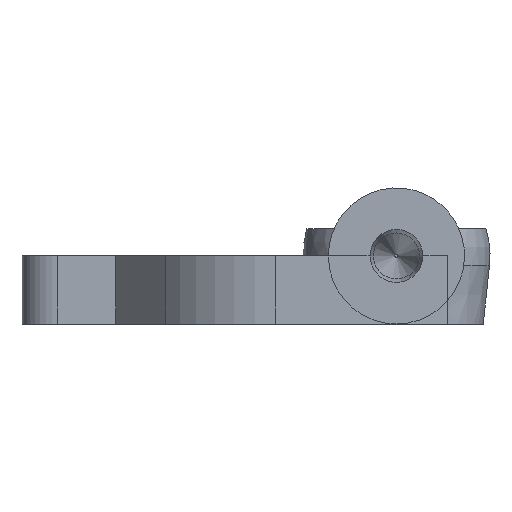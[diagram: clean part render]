
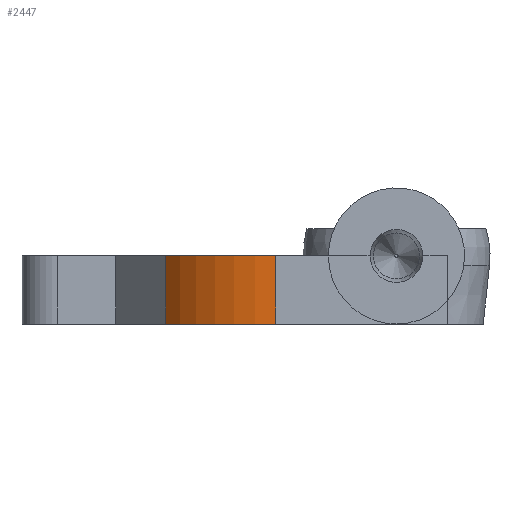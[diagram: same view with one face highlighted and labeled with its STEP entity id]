
A CAD part, left-side view. The second image highlights one B-rep face of the part: STEP entity #2447.
In plain terms, the highlighted cylindrical face has radius 8.129 mm (diameter 16.258 mm), a partial arc.
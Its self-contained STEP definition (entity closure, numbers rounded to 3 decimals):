
#199 = PLANE('',#200);
#200 = AXIS2_PLACEMENT_3D('',#201,#202,#203);
#201 = CARTESIAN_POINT('',(2.865,-53.537,2.));
#202 = DIRECTION('',(0.,0.,1.));
#203 = DIRECTION('',(1.,0.,0.));
#278 = PLANE('',#279);
#279 = AXIS2_PLACEMENT_3D('',#280,#281,#282);
#280 = CARTESIAN_POINT('',(2.865,-53.537,6.));
#281 = DIRECTION('',(0.,0.,1.));
#282 = DIRECTION('',(1.,0.,0.));
#520 = VERTEX_POINT('',#521);
#521 = CARTESIAN_POINT('',(-36.829,-46.46,2.));
#535 = PLANE('',#536);
#536 = AXIS2_PLACEMENT_3D('',#537,#538,#539);
#537 = CARTESIAN_POINT('',(-32.983,-43.5,2.));
#538 = DIRECTION('',(0.61,-0.792,0.));
#539 = DIRECTION('',(-0.792,-0.61,0.));
#547 = EDGE_CURVE('',#520,#548,#550,.T.);
#548 = VERTEX_POINT('',#549);
#549 = CARTESIAN_POINT('',(-40.,-52.902,2.));
#550 = SURFACE_CURVE('',#551,(#556,#563),.PCURVE_S1.);
#551 = CIRCLE('',#552,8.129);
#552 = AXIS2_PLACEMENT_3D('',#553,#554,#555);
#553 = CARTESIAN_POINT('',(-31.871,-52.902,2.));
#554 = DIRECTION('',(0.,0.,1.));
#555 = DIRECTION('',(1.,0.,0.));
#556 = PCURVE('',#199,#557);
#557 = DEFINITIONAL_REPRESENTATION('',(#558),#562);
#558 = CIRCLE('',#559,8.129);
#559 = AXIS2_PLACEMENT_2D('',#560,#561);
#560 = CARTESIAN_POINT('',(-34.736,0.635));
#561 = DIRECTION('',(1.,0.));
#562 = ( GEOMETRIC_REPRESENTATION_CONTEXT(2) 
PARAMETRIC_REPRESENTATION_CONTEXT() REPRESENTATION_CONTEXT('2D SPACE',''
  ) );
#563 = PCURVE('',#564,#569);
#564 = CYLINDRICAL_SURFACE('',#565,8.129);
#565 = AXIS2_PLACEMENT_3D('',#566,#567,#568);
#566 = CARTESIAN_POINT('',(-31.871,-52.902,2.));
#567 = DIRECTION('',(-0.,-0.,-1.));
#568 = DIRECTION('',(1.,0.,0.));
#569 = DEFINITIONAL_REPRESENTATION('',(#570),#574);
#570 = LINE('',#571,#572);
#571 = CARTESIAN_POINT('',(-0.,0.));
#572 = VECTOR('',#573,1.);
#573 = DIRECTION('',(-1.,0.));
#574 = ( GEOMETRIC_REPRESENTATION_CONTEXT(2) 
PARAMETRIC_REPRESENTATION_CONTEXT() REPRESENTATION_CONTEXT('2D SPACE',''
  ) );
#592 = PLANE('',#593);
#593 = AXIS2_PLACEMENT_3D('',#594,#595,#596);
#594 = CARTESIAN_POINT('',(-40.,-52.902,2.));
#595 = DIRECTION('',(1.,0.,0.));
#596 = DIRECTION('',(0.,-1.,0.));
#1250 = VERTEX_POINT('',#1251);
#1251 = CARTESIAN_POINT('',(-36.829,-46.46,6.));
#1272 = EDGE_CURVE('',#1250,#1273,#1275,.T.);
#1273 = VERTEX_POINT('',#1274);
#1274 = CARTESIAN_POINT('',(-40.,-52.902,6.));
#1275 = SURFACE_CURVE('',#1276,(#1281,#1288),.PCURVE_S1.);
#1276 = CIRCLE('',#1277,8.129);
#1277 = AXIS2_PLACEMENT_3D('',#1278,#1279,#1280);
#1278 = CARTESIAN_POINT('',(-31.871,-52.902,6.));
#1279 = DIRECTION('',(0.,0.,1.));
#1280 = DIRECTION('',(1.,0.,0.));
#1281 = PCURVE('',#278,#1282);
#1282 = DEFINITIONAL_REPRESENTATION('',(#1283),#1287);
#1283 = CIRCLE('',#1284,8.129);
#1284 = AXIS2_PLACEMENT_2D('',#1285,#1286);
#1285 = CARTESIAN_POINT('',(-34.736,0.635));
#1286 = DIRECTION('',(1.,0.));
#1287 = ( GEOMETRIC_REPRESENTATION_CONTEXT(2) 
PARAMETRIC_REPRESENTATION_CONTEXT() REPRESENTATION_CONTEXT('2D SPACE',''
  ) );
#1288 = PCURVE('',#564,#1289);
#1289 = DEFINITIONAL_REPRESENTATION('',(#1290),#1294);
#1290 = LINE('',#1291,#1292);
#1291 = CARTESIAN_POINT('',(-0.,-4.));
#1292 = VECTOR('',#1293,1.);
#1293 = DIRECTION('',(-1.,0.));
#1294 = ( GEOMETRIC_REPRESENTATION_CONTEXT(2) 
PARAMETRIC_REPRESENTATION_CONTEXT() REPRESENTATION_CONTEXT('2D SPACE',''
  ) );
#2399 = EDGE_CURVE('',#520,#1250,#2400,.T.);
#2400 = SURFACE_CURVE('',#2401,(#2405,#2412),.PCURVE_S1.);
#2401 = LINE('',#2402,#2403);
#2402 = CARTESIAN_POINT('',(-36.829,-46.46,2.));
#2403 = VECTOR('',#2404,1.);
#2404 = DIRECTION('',(0.,0.,1.));
#2405 = PCURVE('',#535,#2406);
#2406 = DEFINITIONAL_REPRESENTATION('',(#2407),#2411);
#2407 = LINE('',#2408,#2409);
#2408 = CARTESIAN_POINT('',(4.853,0.));
#2409 = VECTOR('',#2410,1.);
#2410 = DIRECTION('',(0.,-1.));
#2411 = ( GEOMETRIC_REPRESENTATION_CONTEXT(2) 
PARAMETRIC_REPRESENTATION_CONTEXT() REPRESENTATION_CONTEXT('2D SPACE',''
  ) );
#2412 = PCURVE('',#564,#2413);
#2413 = DEFINITIONAL_REPRESENTATION('',(#2414),#2418);
#2414 = LINE('',#2415,#2416);
#2415 = CARTESIAN_POINT('',(-2.227,0.));
#2416 = VECTOR('',#2417,1.);
#2417 = DIRECTION('',(-0.,-1.));
#2418 = ( GEOMETRIC_REPRESENTATION_CONTEXT(2) 
PARAMETRIC_REPRESENTATION_CONTEXT() REPRESENTATION_CONTEXT('2D SPACE',''
  ) );
#2447 = ADVANCED_FACE('',(#2448),#564,.T.);
#2448 = FACE_BOUND('',#2449,.F.);
#2449 = EDGE_LOOP('',(#2450,#2451,#2452,#2473));
#2450 = ORIENTED_EDGE('',*,*,#2399,.T.);
#2451 = ORIENTED_EDGE('',*,*,#1272,.T.);
#2452 = ORIENTED_EDGE('',*,*,#2453,.F.);
#2453 = EDGE_CURVE('',#548,#1273,#2454,.T.);
#2454 = SURFACE_CURVE('',#2455,(#2459,#2466),.PCURVE_S1.);
#2455 = LINE('',#2456,#2457);
#2456 = CARTESIAN_POINT('',(-40.,-52.902,2.));
#2457 = VECTOR('',#2458,1.);
#2458 = DIRECTION('',(0.,0.,1.));
#2459 = PCURVE('',#564,#2460);
#2460 = DEFINITIONAL_REPRESENTATION('',(#2461),#2465);
#2461 = LINE('',#2462,#2463);
#2462 = CARTESIAN_POINT('',(-3.142,0.));
#2463 = VECTOR('',#2464,1.);
#2464 = DIRECTION('',(-0.,-1.));
#2465 = ( GEOMETRIC_REPRESENTATION_CONTEXT(2) 
PARAMETRIC_REPRESENTATION_CONTEXT() REPRESENTATION_CONTEXT('2D SPACE',''
  ) );
#2466 = PCURVE('',#592,#2467);
#2467 = DEFINITIONAL_REPRESENTATION('',(#2468),#2472);
#2468 = LINE('',#2469,#2470);
#2469 = CARTESIAN_POINT('',(0.,0.));
#2470 = VECTOR('',#2471,1.);
#2471 = DIRECTION('',(0.,-1.));
#2472 = ( GEOMETRIC_REPRESENTATION_CONTEXT(2) 
PARAMETRIC_REPRESENTATION_CONTEXT() REPRESENTATION_CONTEXT('2D SPACE',''
  ) );
#2473 = ORIENTED_EDGE('',*,*,#547,.F.);
